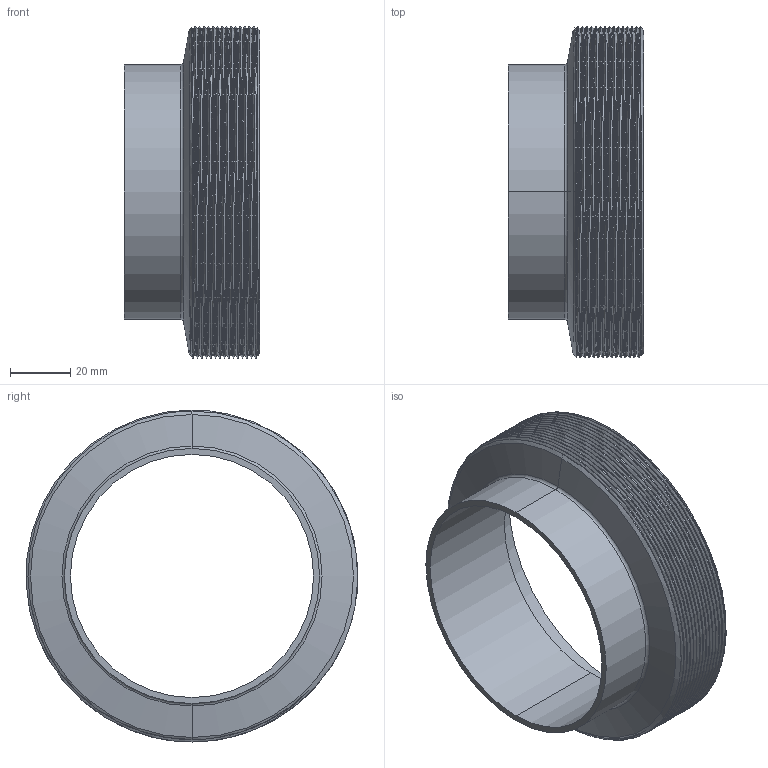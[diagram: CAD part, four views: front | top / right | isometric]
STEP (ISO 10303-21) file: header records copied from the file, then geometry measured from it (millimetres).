
FILE_DESCRIPTION (( 'STEP AP203' ), '1' );
FILE_NAME ('3D-M2010P_85x2_174072050_174074050.STEP', '2024-09-05T06:24:44', ( '' ), ( '' ), 'SwSTEP 2.0', 'SolidWorks 2024', '' );
FILE_SCHEMA (( 'CONFIG_CONTROL_DESIGN' ));
Length unit declared in the file: millimetre
Products named in the file (1): 3D-M2010P_85x2_174072050_174074050
Bounding box: 45 x 110.49 x 110.64 mm (x, y, z)
Volume: 93192.7 mm3; surface area: 39305.4 mm2
Topology: 1 solids, 1 shells, 55 faces, 145 edges, 94 vertices
Faces by surface type: cylinder 38, cone 8, plane 4, bspline 3, torus 2
Entity records: 4677 total; most frequent: CARTESIAN_POINT 3426, ORIENTED_EDGE 290, DIRECTION 207, EDGE_CURVE 145, VERTEX_POINT 94, AXIS2_PLACEMENT_3D 81, EDGE_LOOP 59, ADVANCED_FACE 55
